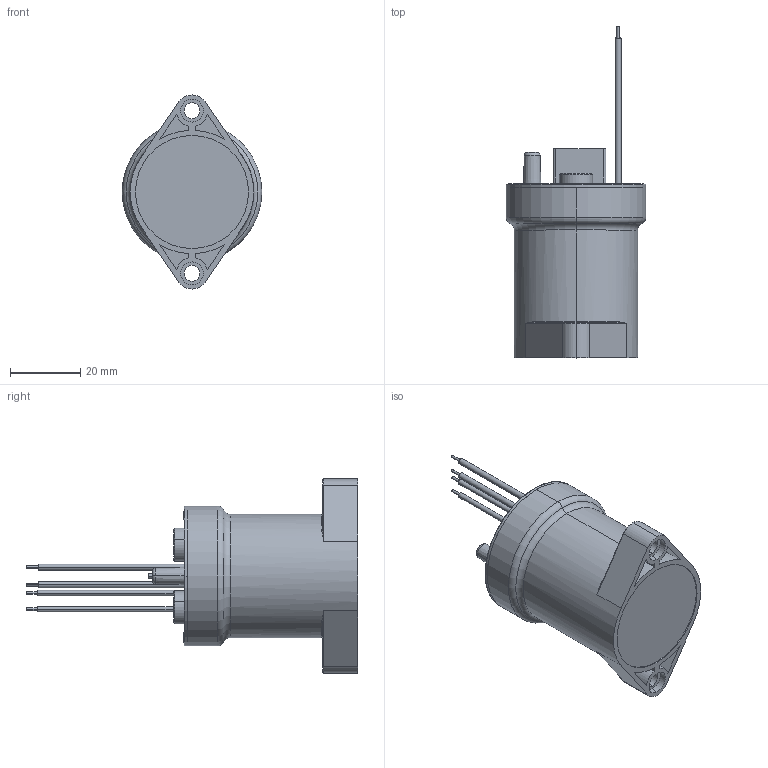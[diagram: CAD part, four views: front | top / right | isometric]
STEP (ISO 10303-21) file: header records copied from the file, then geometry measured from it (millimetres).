
FILE_DESCRIPTION((''),'2;1');
FILE_NAME('PRT0011','2024-05-22T13:21:39',('pc'),(''),'CREO PARAMETRIC BY PTC INC, 2018100','CREO PARAMETRIC BY PTC INC, 2018100','');
FILE_SCHEMA(('CONFIG_CONTROL_DESIGN'));
Length unit declared in the file: millimetre
Products named in the file (1): PRT0011
Bounding box: 39.8 x 94.5 x 55.3 mm (x, y, z)
Surface area: 22796.7 mm2 (no closed solid volume)
Topology: 0 solids, 10 shells, 351 faces, 837 edges, 532 vertices
Faces by surface type: cylinder 139, plane 138, torus 42, cone 22, extrusion 6, bspline 4
Entity records: 10812 total; most frequent: CARTESIAN_POINT 2360, DIRECTION 1887, ORIENTED_EDGE 1658, EDGE_CURVE 829, AXIS2_PLACEMENT_3D 743, VERTEX_POINT 532, EDGE_LOOP 405, CIRCLE 402
